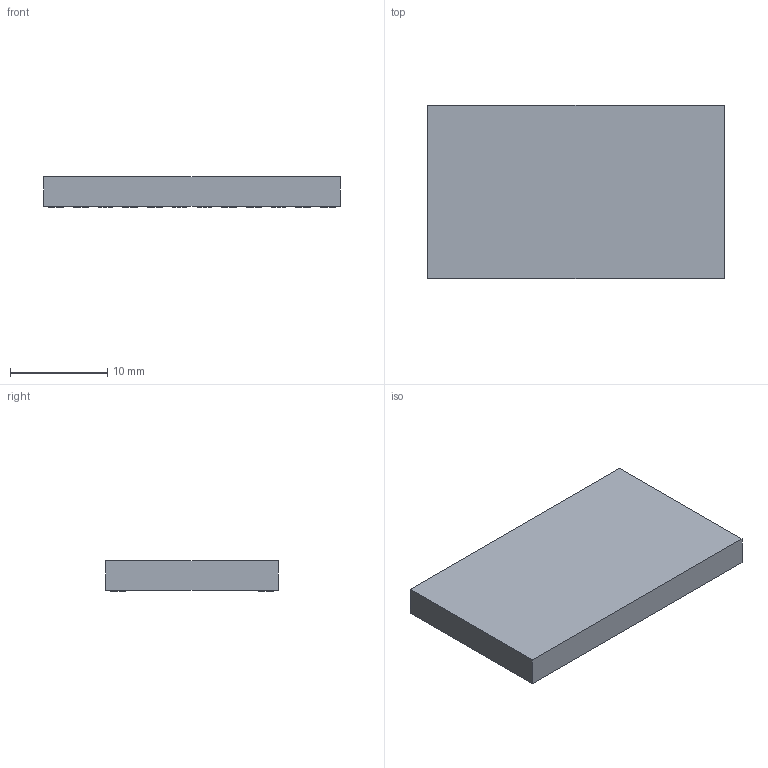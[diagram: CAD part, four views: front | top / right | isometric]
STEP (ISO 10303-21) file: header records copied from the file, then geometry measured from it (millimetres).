
FILE_DESCRIPTION(('FreeCAD Model'),'2;1');
FILE_NAME('873100.1.9.stp','2020-11-15T15:17:56',( 'Author'),(''),'Open CASCADE STEP processor 6.9','FreeCAD','Unknown' );
FILE_SCHEMA(('AUTOMOTIVE_DESIGN { 1 0 10303 214 1 1 1 1 }'));
Length unit declared in the file: millimetre
Products named in the file (3): ASSEMBLY; Body; Pins
Assembly tree (2 placements, depth 2):
  ASSEMBLY
    Body
    Pins
Bounding box: 30.48 x 17.78 x 3.1 mm (x, y, z)
Volume: 1628.4 mm3; surface area: 1469.2 mm2
Topology: 25 solids, 25 shells, 78 faces, 84 edges, 56 vertices
Faces by surface type: plane 54, cylinder 24
Full cylindrical faces by diameter (mm): 1.499 x24
Entity records: 2795 total; most frequent: DIRECTION 462, CARTESIAN_POINT 389, ORIENTED_EDGE 168, PCURVE 168, DEFINITIONAL_REPRESENTATION 168, LINE 156, VECTOR 156, AXIS2_PLACEMENT_3D 129
